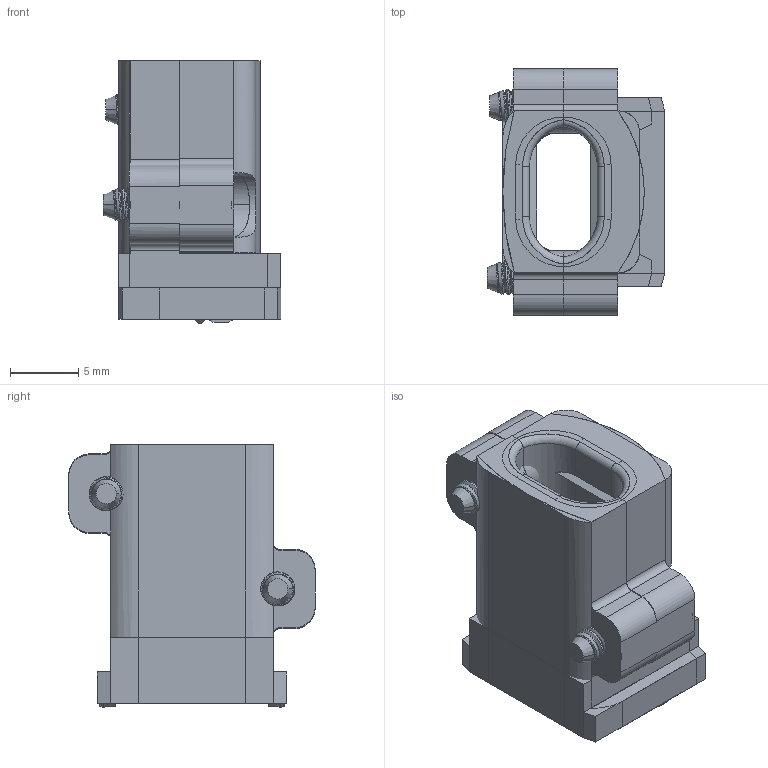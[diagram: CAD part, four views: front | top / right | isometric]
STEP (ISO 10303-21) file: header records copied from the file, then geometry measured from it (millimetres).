
FILE_DESCRIPTION((''),'2;1');
FILE_NAME('S_HM-CLP','2018-02-26T19:16:19',('sx.huang'),(''),'CREO PARAMETRIC BY PTC INC, 2016510','CREO PARAMETRIC BY PTC INC, 2016510','');
FILE_SCHEMA(('AUTOMOTIVE_DESIGN { 1 0 10303 214 1 1 1 1 }'));
Products named in the file (1): S_HM-CLP
Bounding box: 13.04 x 18.1 x 19.3 mm (x, y, z)
Volume: 1531.4 mm3; surface area: 6136.9 mm2
Topology: 1 solids, 331 shells, 870 faces, 3349 edges, 2817 vertices
Faces by surface type: plane 487, cylinder 237, cone 90, torus 30, bspline 26
Entity records: 56037 total; most frequent: CARTESIAN_POINT 16148, DIRECTION 5089, ORIENTED_EDGE 4672, PRESENTATION_STYLE_ASSIGNMENT 3774, STYLED_ITEM 3678, CURVE_STYLE 3347, EDGE_CURVE 3347, VERTEX_POINT 2817
